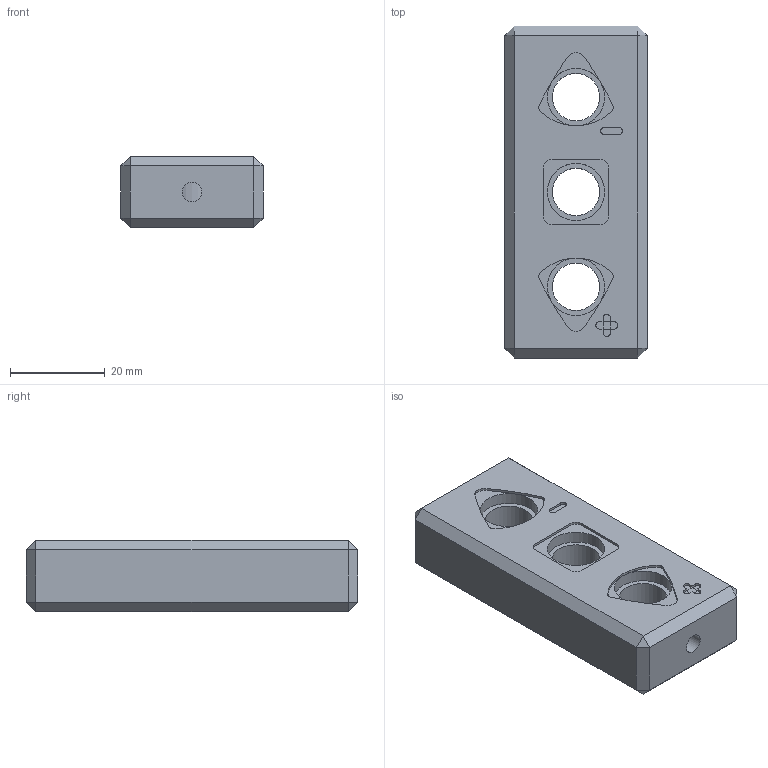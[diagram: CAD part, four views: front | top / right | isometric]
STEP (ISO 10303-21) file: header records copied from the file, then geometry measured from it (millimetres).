
FILE_DESCRIPTION(('FreeCAD Model'),'2;1');
FILE_NAME('Open CASCADE Shape Model','2024-08-07T15:50:07',(''),(''), 'Open CASCADE STEP processor 7.6','FreeCAD','Unknown');
FILE_SCHEMA(('AUTOMOTIVE_DESIGN { 1 0 10303 214 1 1 1 1 }'));
Length unit declared in the file: millimetre
Products named in the file (1): Pocket009
Bounding box: 30 x 70 x 15 mm (x, y, z)
Volume: 14869 mm3; surface area: 9915.1 mm2
Topology: 1 solids, 1 shells, 108 faces, 244 edges, 148 vertices
Faces by surface type: plane 64, cylinder 44
Full cylindrical faces by diameter (mm): 4.1 x1, 10 x3, 12.1 x3, 14 x3
Entity records: 3026 total; most frequent: DIRECTION 548, CARTESIAN_POINT 501, ORIENTED_EDGE 488, EDGE_CURVE 244, AXIS2_PLACEMENT_3D 195, LINE 158, VECTOR 158, VERTEX_POINT 148
